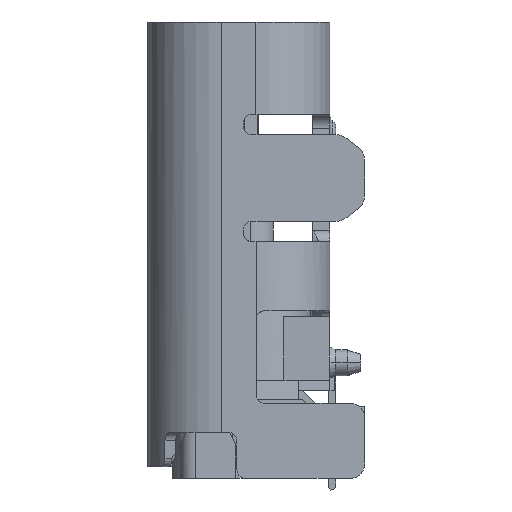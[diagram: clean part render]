
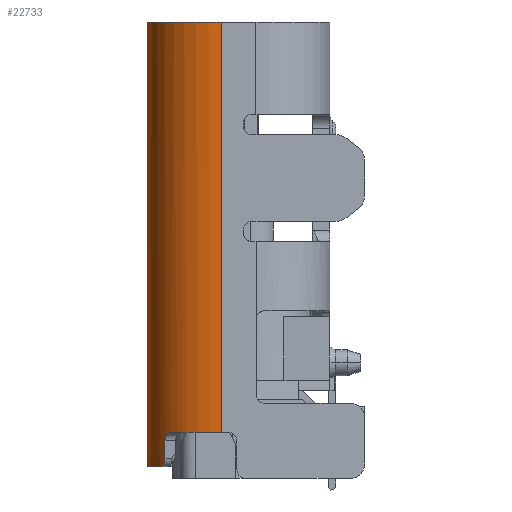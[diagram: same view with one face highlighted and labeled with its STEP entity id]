
A CAD part, left-side view. The second image highlights one B-rep face of the part: STEP entity #22733.
In plain terms, the highlighted cylindrical face has radius 1.28 mm (diameter 2.56 mm), a partial arc.
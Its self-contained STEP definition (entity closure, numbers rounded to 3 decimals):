
#3507=CARTESIAN_POINT('',(87.725,1.25,-132.899));
#3508=DIRECTION('',(0.,0.,1.));
#3509=DIRECTION('',(-0.881,0.472,0.));
#3510=AXIS2_PLACEMENT_3D('',#3507,#3508,#3509);
#3512=CARTESIAN_POINT('',(86.787,2.12,-132.9));
#3513=CARTESIAN_POINT('',(86.798,2.132,-132.9));
#3514=CARTESIAN_POINT('',(86.819,2.155,-132.905));
#3515=CARTESIAN_POINT('',(86.851,2.185,-132.927));
#3516=CARTESIAN_POINT('',(86.876,2.208,-132.961));
#3517=CARTESIAN_POINT('',(86.893,2.223,-133.004));
#3518=CARTESIAN_POINT('',(86.897,2.226,-133.034));
#3519=CARTESIAN_POINT('',(86.897,2.226,-133.05));
#3521=DIRECTION('',(0.,0.,-1.));
#3522=VECTOR('',#3521,0.3);
#3523=CARTESIAN_POINT('',(86.897,2.226,-133.05));
#3524=LINE('',#3523,#3522);
#3525=CARTESIAN_POINT('',(86.897,2.226,-133.35));
#3526=CARTESIAN_POINT('',(86.897,2.226,-133.366));
#3527=CARTESIAN_POINT('',(86.9,2.229,-133.396));
#3528=CARTESIAN_POINT('',(86.917,2.243,-133.439));
#3529=CARTESIAN_POINT('',(86.944,2.264,-133.473));
#3530=CARTESIAN_POINT('',(86.978,2.29,-133.494));
#3531=CARTESIAN_POINT('',(87.006,2.309,-133.5));
#3532=CARTESIAN_POINT('',(87.022,2.319,-133.5));
#3534=DIRECTION('',(0.,0.,1.));
#3535=VECTOR('',#3534,7.7);
#3536=CARTESIAN_POINT('',(87.725,2.53,-133.5));
#3537=LINE('',#3536,#3535);
#3538=DIRECTION('',(0.,0.,-1.));
#3539=VECTOR('',#3538,7.099);
#3540=CARTESIAN_POINT('',(86.445,1.25,-125.8));
#3541=LINE('',#3540,#3539);
#3556=CARTESIAN_POINT('',(86.787,2.12,-132.9));
#3557=CARTESIAN_POINT('',(86.749,2.08,-132.9));
#3558=CARTESIAN_POINT('',(86.68,1.995,-132.9));
#3559=CARTESIAN_POINT('',(86.623,1.903,-132.9));
#3560=CARTESIAN_POINT('',(86.597,1.855,-132.9));
#5438=CARTESIAN_POINT('',(87.725,1.25,-125.8));
#5439=DIRECTION('',(0.,0.,-1.));
#5440=DIRECTION('',(-1.,0.,0.));
#5441=AXIS2_PLACEMENT_3D('',#5438,#5439,#5440);
#6777=CARTESIAN_POINT('',(87.725,1.25,-133.5));
#6778=DIRECTION('',(0.,0.,1.));
#6779=DIRECTION('',(0.,1.,0.));
#6780=AXIS2_PLACEMENT_3D('',#6777,#6778,#6779);
#14145=CARTESIAN_POINT('',(87.725,2.53,-125.8));
#14146=VERTEX_POINT('',#14145);
#14177=CARTESIAN_POINT('',(86.445,1.25,-125.8));
#14178=VERTEX_POINT('',#14177);
#14179=CARTESIAN_POINT('',(87.725,2.53,-133.5));
#14180=VERTEX_POINT('',#14179);
#14341=VERTEX_POINT('',#3512);
#14342=VERTEX_POINT('',#3519);
#14343=CARTESIAN_POINT('',(86.897,2.226,
-133.35));
#14344=VERTEX_POINT('',#14343);
#14345=VERTEX_POINT('',#3532);
#17318=CARTESIAN_POINT('',(86.597,1.855,
-132.899));
#17319=CARTESIAN_POINT('',(86.445,1.25,-132.899));
#17320=VERTEX_POINT('',#17318);
#17321=VERTEX_POINT('',#17319);
#22709=CARTESIAN_POINT('',(87.725,1.25,-133.654));
#22710=DIRECTION('',(0.,0.,1.));
#22711=DIRECTION('',(1.,0.,0.));
#22712=AXIS2_PLACEMENT_3D('',#22709,#22710,#22711);
#22713=CYLINDRICAL_SURFACE('',#22712,1.28);
#22714=ORIENTED_EDGE('',*,*,#22679,.F.);
#22716=ORIENTED_EDGE('',*,*,#22715,.F.);
#22718=ORIENTED_EDGE('',*,*,#22717,.T.);
#22720=ORIENTED_EDGE('',*,*,#22719,.T.);
#22722=ORIENTED_EDGE('',*,*,#22721,.T.);
#22724=ORIENTED_EDGE('',*,*,#22723,.F.);
#22726=ORIENTED_EDGE('',*,*,#22725,.T.);
#22728=ORIENTED_EDGE('',*,*,#22727,.F.);
#22730=ORIENTED_EDGE('',*,*,#22729,.T.);
#22731=EDGE_LOOP('',(#22714,#22716,#22718,#22720,#22722,#22724,#22726,#22728,
#22730));
#22732=FACE_OUTER_BOUND('',#22731,.F.);
#22733=ADVANCED_FACE('',(#22732),#22713,.T.);
#3511=CIRCLE('',#3510,1.28);
#3520=B_SPLINE_CURVE_WITH_KNOTS('',3,(#3512,#3513,#3514,#3515,#3516,#3517,#3518,
#3519),.UNSPECIFIED.,.F.,.F.,(4,1,1,1,1,4),(0.,0.2,0.4,0.6,0.8,1.),
.UNSPECIFIED.);
#3533=B_SPLINE_CURVE_WITH_KNOTS('',3,(#3525,#3526,#3527,#3528,#3529,#3530,#3531,
#3532),.UNSPECIFIED.,.F.,.F.,(4,1,1,1,1,4),(0.,0.2,0.4,0.6,0.8,1.),
.UNSPECIFIED.);
#3561=B_SPLINE_CURVE_WITH_KNOTS('',3,(#3556,#3557,#3558,#3559,#3560),
.UNSPECIFIED.,.F.,.F.,(4,1,4),(0.,0.5,1.),.UNSPECIFIED.);
#5442=CIRCLE('',#5441,1.28);
#6781=CIRCLE('',#6780,1.28);
#22679=EDGE_CURVE('',#17320,#17321,#3511,.T.);
#22715=EDGE_CURVE('',#14341,#17320,#3561,.T.);
#22717=EDGE_CURVE('',#14341,#14342,#3520,.T.);
#22719=EDGE_CURVE('',#14342,#14344,#3524,.T.);
#22721=EDGE_CURVE('',#14344,#14345,#3533,.T.);
#22723=EDGE_CURVE('',#14180,#14345,#6781,.T.);
#22725=EDGE_CURVE('',#14180,#14146,#3537,.T.);
#22727=EDGE_CURVE('',#14178,#14146,#5442,.T.);
#22729=EDGE_CURVE('',#14178,#17321,#3541,.T.);
